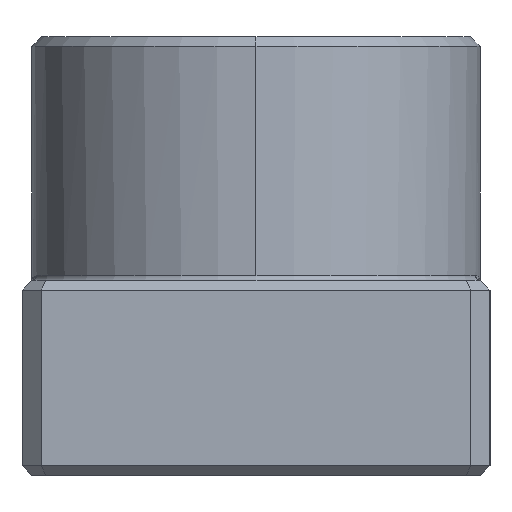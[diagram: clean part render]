
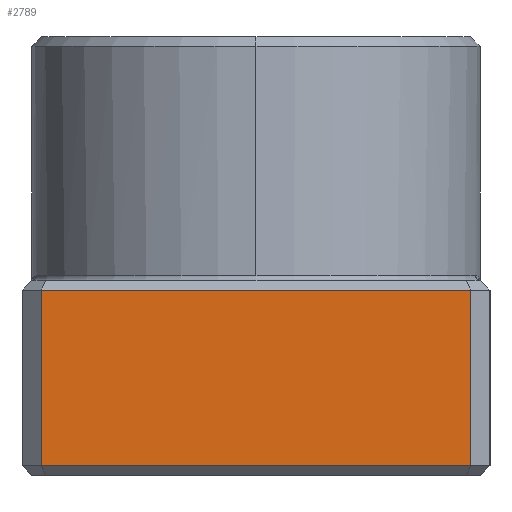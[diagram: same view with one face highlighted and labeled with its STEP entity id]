
A CAD part, left-side view. The second image highlights one B-rep face of the part: STEP entity #2789.
In plain terms, the highlighted planar face has unit normal (-1, 0, 0).
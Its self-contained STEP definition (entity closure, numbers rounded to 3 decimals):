
#42 = EDGE_CURVE ( 'NONE', #1304, #1460, #2205, .T. ) ;
#218 = VECTOR ( 'NONE', #1761, 1000. ) ;
#221 = VERTEX_POINT ( 'NONE', #660 ) ;
#536 = CARTESIAN_POINT ( 'NONE',  ( -42., 22., 19. ) ) ;
#626 = ORIENTED_EDGE ( 'NONE', *, *, #42, .T. ) ;
#660 = CARTESIAN_POINT ( 'NONE',  ( -42., -22., 1. ) ) ;
#705 = CARTESIAN_POINT ( 'NONE',  ( -42., 22., 19. ) ) ;
#752 = CARTESIAN_POINT ( 'NONE',  ( -42., -22., 20. ) ) ;
#784 = ORIENTED_EDGE ( 'NONE', *, *, #2461, .T. ) ;
#807 = ORIENTED_EDGE ( 'NONE', *, *, #2818, .T. ) ;
#1130 = DIRECTION ( 'NONE',  ( 0., 0., -1. ) ) ;
#1149 = CARTESIAN_POINT ( 'NONE',  ( -42., 22., 20. ) ) ;
#1304 = VERTEX_POINT ( 'NONE', #2190 ) ;
#1324 = AXIS2_PLACEMENT_3D ( 'NONE', #1839, #2591, #1130 ) ;
#1460 = VERTEX_POINT ( 'NONE', #705 ) ;
#1674 = VECTOR ( 'NONE', #3093, 1000. ) ;
#1690 = VERTEX_POINT ( 'NONE', #1774 ) ;
#1748 = LINE ( 'NONE', #1149, #1674 ) ;
#1761 = DIRECTION ( 'NONE',  ( 0., 1., 0. ) ) ;
#1774 = CARTESIAN_POINT ( 'NONE',  ( -42., 22., 1. ) ) ;
#1810 = ORIENTED_EDGE ( 'NONE', *, *, #3092, .F. ) ;
#1812 = FACE_OUTER_BOUND ( 'NONE', #2255, .T. ) ;
#1839 = CARTESIAN_POINT ( 'NONE',  ( -42., 22., 20. ) ) ;
#2047 = VECTOR ( 'NONE', #2221, 1000. ) ;
#2086 = LINE ( 'NONE', #3109, #2683 ) ;
#2149 = DIRECTION ( 'NONE',  ( 0., -1., 0. ) ) ;
#2190 = CARTESIAN_POINT ( 'NONE',  ( -42., -22., 19. ) ) ;
#2205 = LINE ( 'NONE', #536, #218 ) ;
#2221 = DIRECTION ( 'NONE',  ( 0., 0., -1. ) ) ;
#2224 = LINE ( 'NONE', #752, #2047 ) ;
#2255 = EDGE_LOOP ( 'NONE', ( #807, #784, #1810, #626 ) ) ;
#2461 = EDGE_CURVE ( 'NONE', #1690, #221, #2086, .T. ) ;
#2591 = DIRECTION ( 'NONE',  ( 1., 0., 0. ) ) ;
#2683 = VECTOR ( 'NONE', #2149, 1000. ) ;
#2789 = ADVANCED_FACE ( 'NONE', ( #1812 ), #3065, .F. ) ;
#2818 = EDGE_CURVE ( 'NONE', #1460, #1690, #1748, .T. ) ;
#3065 = PLANE ( 'NONE',  #1324 ) ;
#3092 = EDGE_CURVE ( 'NONE', #1304, #221, #2224, .T. ) ;
#3093 = DIRECTION ( 'NONE',  ( 0., 0., -1. ) ) ;
#3109 = CARTESIAN_POINT ( 'NONE',  ( -42., 22., 1. ) ) ;
